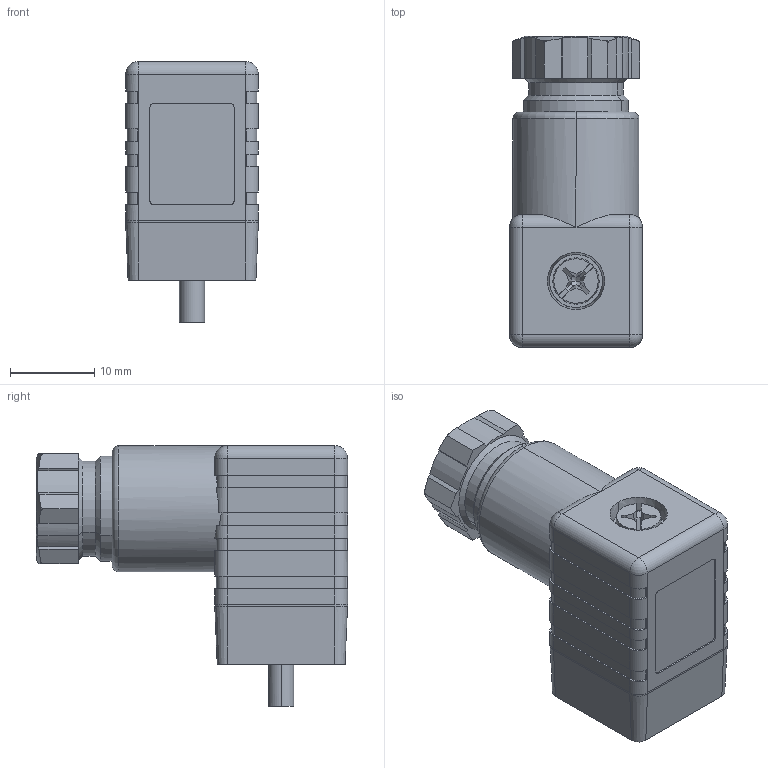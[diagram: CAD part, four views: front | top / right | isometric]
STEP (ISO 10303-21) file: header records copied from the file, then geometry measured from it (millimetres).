
FILE_DESCRIPTION(('CATIA V5 STEP Exchange','CAx-IF Rec.Pracs.--- Model Styling and Organization---1.4--- 2014-01-23'),'2;1');
FILE_NAME ('024707-3_0', '2020-09-07T14:46:54+00:00', ('none'), ('Weidmueller'), 'CATIA Version 5-6 Release 2016 SP3 HF44', 'CATIA V5 STEP AP214', 'none');
FILE_SCHEMA(('AUTOMOTIVE_DESIGN { 1 0 10303 214 1 1 1 1 }'));
Length unit declared in the file: millimetre
Products named in the file (1): 1873200000
Bounding box: 15.8 x 37 x 31 mm (x, y, z)
Volume: 8720.2 mm3; surface area: 4881.1 mm2
Topology: 3 solids, 4 shells, 389 faces, 1058 edges, 685 vertices
Faces by surface type: plane 244, cylinder 89, cone 36, torus 12, sphere 4, bspline 4
Entity records: 12926 total; most frequent: CARTESIAN_POINT 3524, ORIENTED_EDGE 2104, DIRECTION 1632, EDGE_CURVE 1052, VERTEX_POINT 684, VECTOR 677, LINE 677, AXIS2_PLACEMENT_3D 578
